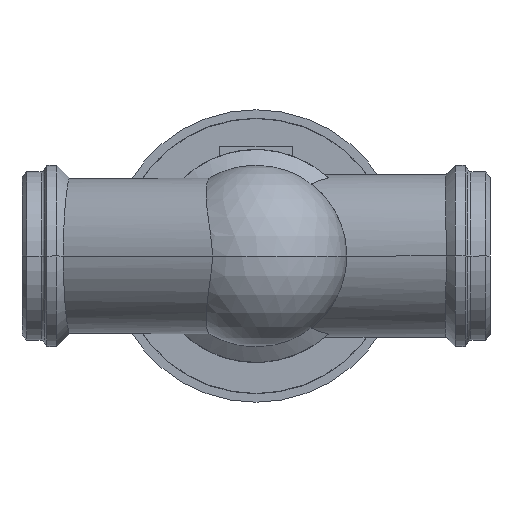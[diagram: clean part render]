
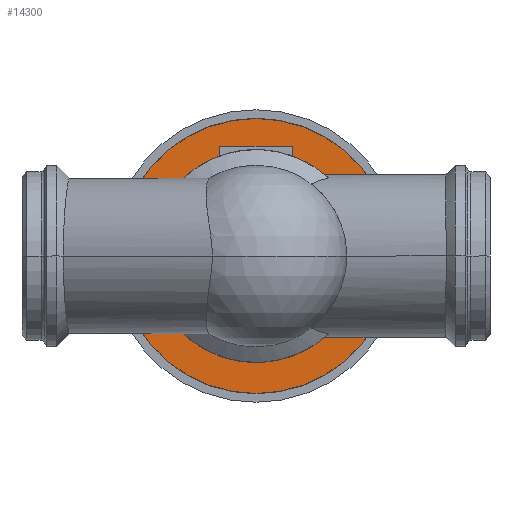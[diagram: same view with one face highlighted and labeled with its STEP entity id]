
A CAD part, front view. The second image highlights one B-rep face of the part: STEP entity #14300.
In plain terms, the highlighted planar face has unit normal (0, -1, 0).
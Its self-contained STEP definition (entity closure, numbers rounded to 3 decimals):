
#5150=CARTESIAN_POINT('',(317.5,111.79,0.));
#5160=VERTEX_POINT('',#5150);
#5320=CARTESIAN_POINT('',(82.5,111.79,0.));
#5330=VERTEX_POINT('',#5320);
#5360=CARTESIAN_POINT('',(200.,111.79,0.));
#5370=DIRECTION('',(0.,1.,0.));
#5380=DIRECTION('',(1.,0.,0.));
#5390=AXIS2_PLACEMENT_3D('',#5360,#5370,#5380);
#5400=CIRCLE('',#5390,117.5);
#5410=EDGE_CURVE('',#5160,#5330,#5400,.T.);
#5550=CARTESIAN_POINT('',(291.,111.79,0.));
#5560=VERTEX_POINT('',#5550);
#6560=CARTESIAN_POINT('',(109.,111.79,0.));
#6570=VERTEX_POINT('',#6560);
#6600=CARTESIAN_POINT('',(200.,111.79,0.));
#6610=DIRECTION('',(0.,1.,0.));
#6620=DIRECTION('',(1.,0.,0.));
#6630=AXIS2_PLACEMENT_3D('',#6600,#6610,#6620);
#6640=CIRCLE('',#6630,91.);
#6650=EDGE_CURVE('',#6570,#5560,#6640,.T.);
#14150=CARTESIAN_POINT('',(304.25,111.79,0.));
#14160=DIRECTION('',(0.,-1.,0.));
#14170=DIRECTION('',(-1.,0.,0.));
#14180=AXIS2_PLACEMENT_3D('',#14150,#14160,#14170);
#14190=PLANE('',#14180);
#14200=EDGE_CURVE('',#5330,#5160,#5400,.T.);
#14210=ORIENTED_EDGE('',*,*,#14200,.F.);
#14220=ORIENTED_EDGE('',*,*,#5410,.F.);
#14230=EDGE_LOOP('',(#14220,#14210));
#14240=FACE_OUTER_BOUND('',#14230,.T.);
#14250=EDGE_CURVE('',#5560,#6570,#6640,.T.);
#14260=ORIENTED_EDGE('',*,*,#14250,.T.);
#14270=ORIENTED_EDGE('',*,*,#6650,.T.);
#14280=EDGE_LOOP('',(#14270,#14260));
#14290=FACE_BOUND('',#14280,.T.);
#14300=ADVANCED_FACE('',(#14240,#14290),#14190,.T.);
